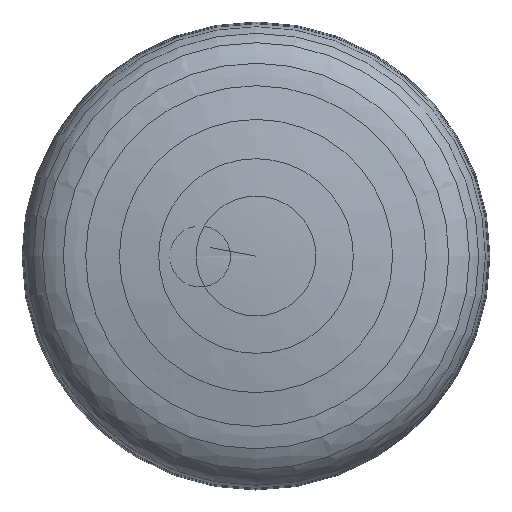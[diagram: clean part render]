
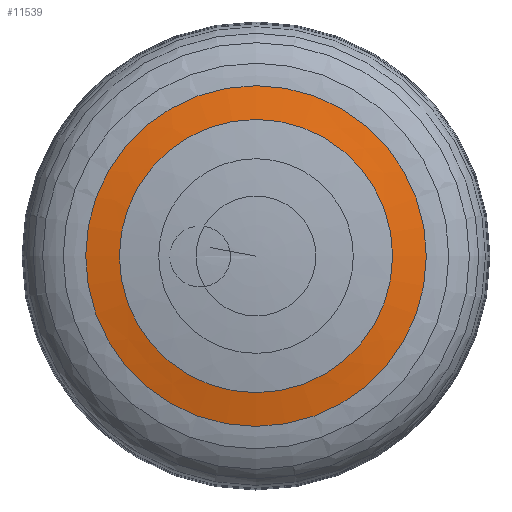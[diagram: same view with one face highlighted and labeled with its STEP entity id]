
A CAD part, front view. The second image highlights one B-rep face of the part: STEP entity #11539.
In plain terms, the highlighted free-form (B-spline) face has degree [4, 2] with [6, 9] control points.
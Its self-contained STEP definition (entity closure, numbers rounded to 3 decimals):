
#381=(
BOUNDED_SURFACE()
B_SPLINE_SURFACE(4,2,((#25803,#25804,#25805,#25806,#25807,#25808,#25809,
#25810,#25811),(#25812,#25813,#25814,#25815,#25816,#25817,#25818,#25819,
#25820),(#25821,#25822,#25823,#25824,#25825,#25826,#25827,#25828,#25829),
(#25830,#25831,#25832,#25833,#25834,#25835,#25836,#25837,#25838),(#25839,
#25840,#25841,#25842,#25843,#25844,#25845,#25846,#25847),(#25848,#25849,
#25850,#25851,#25852,#25853,#25854,#25855,#25856)),.UNSPECIFIED.,.F.,.T.,
 .F.)
B_SPLINE_SURFACE_WITH_KNOTS((5,1,5),(3,2,2,2,3),(0.495,0.559,
0.609),(0.,1.571,3.142,4.712,
6.283),.UNSPECIFIED.)
GEOMETRIC_REPRESENTATION_ITEM()
RATIONAL_B_SPLINE_SURFACE(((1.,0.707,1.,0.707,1.,
0.707,1.,0.707,1.),(1.,0.707,1.,0.707,
1.,0.707,1.,0.707,1.),(1.,0.707,1.,
0.707,1.,0.707,1.,0.707,1.),(1.,0.707,
1.,0.707,1.,0.707,1.,0.707,1.),(1.,
0.707,1.,0.707,1.,0.707,1.,0.707,
1.),(1.,0.707,1.,0.707,1.,0.707,1.,
0.707,1.)))
REPRESENTATION_ITEM('')
SURFACE()
);
#3310=CIRCLE('',#13370,146.);
#3311=CIRCLE('',#13371,182.);
#4097=FACE_OUTER_BOUND('',#4868,.T.);
#4868=EDGE_LOOP('',(#10786,#10787,#10788,#10789));
#4979=B_SPLINE_CURVE_WITH_KNOTS('',4,(#25858,#25859,#25860,#25861,#25862,
#25863),.UNSPECIFIED.,.F.,.F.,(5,1,5),(-0.609,-0.559,
-0.495),.UNSPECIFIED.);
#6029=VERTEX_POINT('',#25795);
#6030=VERTEX_POINT('',#25857);
#7621=EDGE_CURVE('',#6029,#6029,#3310,.T.);
#7622=EDGE_CURVE('',#6029,#6030,#4979,.T.);
#7623=EDGE_CURVE('',#6030,#6030,#3311,.T.);
#10786=ORIENTED_EDGE('',*,*,#7622,.T.);
#10787=ORIENTED_EDGE('',*,*,#7623,.F.);
#10788=ORIENTED_EDGE('',*,*,#7622,.F.);
#10789=ORIENTED_EDGE('',*,*,#7621,.T.);
#11539=ADVANCED_FACE('',(#4097),#381,.T.);
#13370=AXIS2_PLACEMENT_3D('',#25802,#16725,#16726);
#13371=AXIS2_PLACEMENT_3D('',#25864,#16727,#16728);
#16725=DIRECTION('center_axis',(0.,-1.,0.));
#16726=DIRECTION('ref_axis',(1.,0.,0.));
#16727=DIRECTION('center_axis',(0.,-1.,0.));
#16728=DIRECTION('ref_axis',(1.,0.,0.));
#25795=CARTESIAN_POINT('',(146.,76.55,0.));
#25802=CARTESIAN_POINT('Origin',(0.,76.55,0.));
#25803=CARTESIAN_POINT('Ctrl Pts',(182.,69.02,0.));
#25804=CARTESIAN_POINT('Ctrl Pts',(182.,69.02,182.));
#25805=CARTESIAN_POINT('Ctrl Pts',(0.,69.02,182.));
#25806=CARTESIAN_POINT('Ctrl Pts',(-182.,69.02,182.));
#25807=CARTESIAN_POINT('Ctrl Pts',(-182.,69.02,0.));
#25808=CARTESIAN_POINT('Ctrl Pts',(-182.,69.02,-182.));
#25809=CARTESIAN_POINT('Ctrl Pts',(0.,69.02,-182.));
#25810=CARTESIAN_POINT('Ctrl Pts',(182.,69.02,-182.));
#25811=CARTESIAN_POINT('Ctrl Pts',(182.,69.02,0.));
#25812=CARTESIAN_POINT('Ctrl Pts',(177.609,69.86,0.));
#25813=CARTESIAN_POINT('Ctrl Pts',(177.609,69.86,177.609));
#25814=CARTESIAN_POINT('Ctrl Pts',(0.,69.86,
177.609));
#25815=CARTESIAN_POINT('Ctrl Pts',(-177.609,69.86,177.609));
#25816=CARTESIAN_POINT('Ctrl Pts',(-177.609,69.86,0.));
#25817=CARTESIAN_POINT('Ctrl Pts',(-177.609,69.86,-177.609));
#25818=CARTESIAN_POINT('Ctrl Pts',(0.,69.86,
-177.609));
#25819=CARTESIAN_POINT('Ctrl Pts',(177.609,69.86,-177.609));
#25820=CARTESIAN_POINT('Ctrl Pts',(177.609,69.86,0.));
#25821=CARTESIAN_POINT('Ctrl Pts',(169.365,71.462,0.));
#25822=CARTESIAN_POINT('Ctrl Pts',(169.365,71.462,169.365));
#25823=CARTESIAN_POINT('Ctrl Pts',(0.,71.462,
169.365));
#25824=CARTESIAN_POINT('Ctrl Pts',(-169.365,71.462,169.365));
#25825=CARTESIAN_POINT('Ctrl Pts',(-169.365,71.462,0.));
#25826=CARTESIAN_POINT('Ctrl Pts',(-169.365,71.462,-169.365));
#25827=CARTESIAN_POINT('Ctrl Pts',(0.,71.462,
-169.365));
#25828=CARTESIAN_POINT('Ctrl Pts',(169.365,71.462,-169.365));
#25829=CARTESIAN_POINT('Ctrl Pts',(169.365,71.462,0.));
#25830=CARTESIAN_POINT('Ctrl Pts',(160.063,73.618,0.));
#25831=CARTESIAN_POINT('Ctrl Pts',(160.063,73.618,160.063));
#25832=CARTESIAN_POINT('Ctrl Pts',(0.,73.618,
160.063));
#25833=CARTESIAN_POINT('Ctrl Pts',(-160.063,73.618,160.063));
#25834=CARTESIAN_POINT('Ctrl Pts',(-160.063,73.618,0.));
#25835=CARTESIAN_POINT('Ctrl Pts',(-160.063,73.618,-160.063));
#25836=CARTESIAN_POINT('Ctrl Pts',(0.,73.618,
-160.063));
#25837=CARTESIAN_POINT('Ctrl Pts',(160.063,73.618,-160.063));
#25838=CARTESIAN_POINT('Ctrl Pts',(160.063,73.618,0.));
#25839=CARTESIAN_POINT('Ctrl Pts',(150.305,75.687,0.));
#25840=CARTESIAN_POINT('Ctrl Pts',(150.305,75.687,150.305));
#25841=CARTESIAN_POINT('Ctrl Pts',(0.,75.687,
150.305));
#25842=CARTESIAN_POINT('Ctrl Pts',(-150.305,75.687,150.305));
#25843=CARTESIAN_POINT('Ctrl Pts',(-150.305,75.687,0.));
#25844=CARTESIAN_POINT('Ctrl Pts',(-150.305,75.687,-150.305));
#25845=CARTESIAN_POINT('Ctrl Pts',(0.,75.687,
-150.305));
#25846=CARTESIAN_POINT('Ctrl Pts',(150.305,75.687,-150.305));
#25847=CARTESIAN_POINT('Ctrl Pts',(150.305,75.687,0.));
#25848=CARTESIAN_POINT('Ctrl Pts',(146.,76.55,0.));
#25849=CARTESIAN_POINT('Ctrl Pts',(146.,76.55,146.));
#25850=CARTESIAN_POINT('Ctrl Pts',(0.,76.55,
146.));
#25851=CARTESIAN_POINT('Ctrl Pts',(-146.,76.55,146.));
#25852=CARTESIAN_POINT('Ctrl Pts',(-146.,76.55,0.));
#25853=CARTESIAN_POINT('Ctrl Pts',(-146.,76.55,-146.));
#25854=CARTESIAN_POINT('Ctrl Pts',(0.,76.55,
-146.));
#25855=CARTESIAN_POINT('Ctrl Pts',(146.,76.55,-146.));
#25856=CARTESIAN_POINT('Ctrl Pts',(146.,76.55,0.));
#25857=CARTESIAN_POINT('',(182.,69.02,0.));
#25858=CARTESIAN_POINT('Ctrl Pts',(146.,76.55,0.));
#25859=CARTESIAN_POINT('Ctrl Pts',(150.305,75.687,0.));
#25860=CARTESIAN_POINT('Ctrl Pts',(160.063,73.618,0.));
#25861=CARTESIAN_POINT('Ctrl Pts',(169.365,71.462,0.));
#25862=CARTESIAN_POINT('Ctrl Pts',(177.609,69.86,0.));
#25863=CARTESIAN_POINT('Ctrl Pts',(182.,69.02,0.));
#25864=CARTESIAN_POINT('Origin',(0.,69.02,0.));
